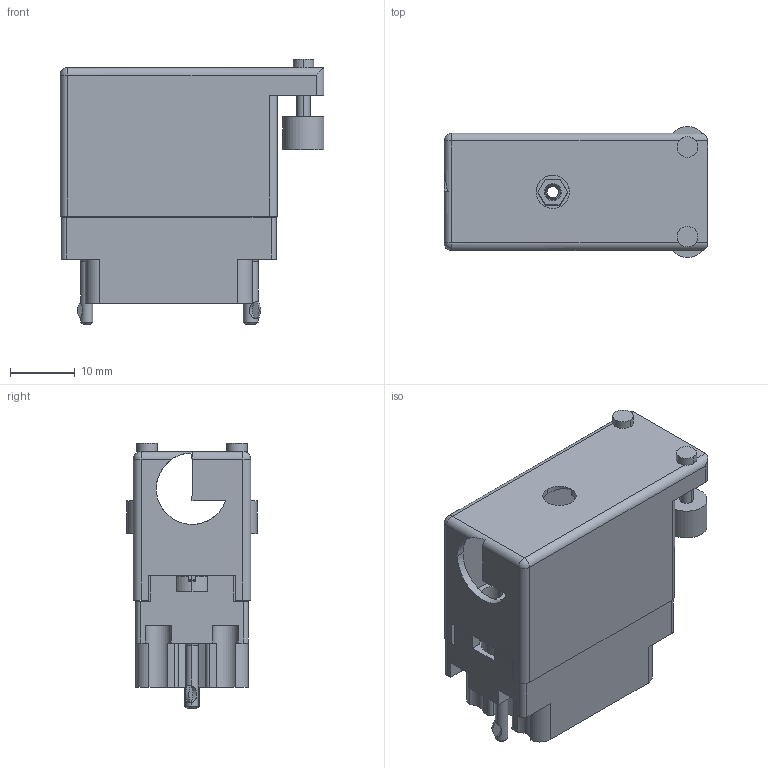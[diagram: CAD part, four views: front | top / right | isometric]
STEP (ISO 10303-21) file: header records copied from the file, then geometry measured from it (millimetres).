
FILE_DESCRIPTION (( 'STEP AP203' ), '1' );
FILE_NAME ('516-020-000-122.STEP', '2020-03-09T12:13:05', ( '' ), ( '' ), 'SwSTEP 2.0', 'SolidWorks 2016', '' );
FILE_SCHEMA (( 'CONFIG_CONTROL_DESIGN' ));
Length unit declared in the file: inch
Products named in the file (7): 516-230-001_Plastic - 020 Side Entry; 516-252-025-100_516-252-025-100; 516-020-000-122; 516-252-021-102_020; 516-222-020-102_021; 516-222-020-102_020; 516 Plug Insulator_020
Assembly tree (7 placements, depth 2):
  516-020-000-122
    516 Plug Insulator_020
    516-230-001_Plastic - 020 Side Entry
    516-252-021-102_020  x2
    516-222-020-102_020
    516-252-025-100_516-252-025-100
    516-222-020-102_021
Bounding box: 40.87 x 20.24 x 41.1 mm (x, y, z)
Volume: 8551.1 mm3; surface area: 14029.1 mm2
Topology: 7 solids, 7 shells, 925 faces, 2632 edges, 1729 vertices
Faces by surface type: plane 521, cylinder 310, cone 49, bspline 39, torus 4, sphere 2
Entity records: 36713 total; most frequent: CARTESIAN_POINT 12633, ORIENTED_EDGE 5080, DIRECTION 4705, EDGE_CURVE 2540, VERTEX_POINT 1669, VECTOR 1633, LINE 1633, AXIS2_PLACEMENT_3D 1536
